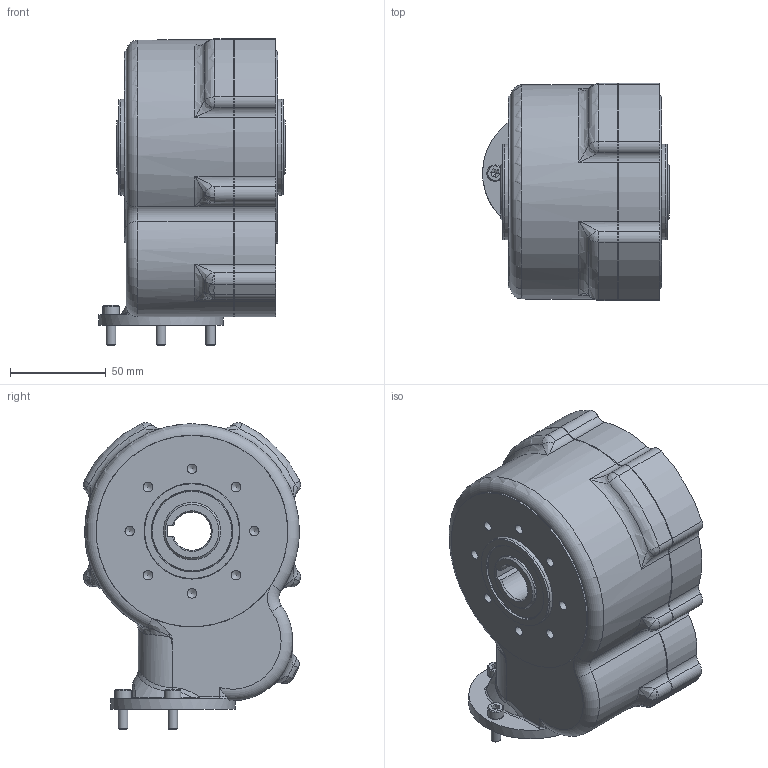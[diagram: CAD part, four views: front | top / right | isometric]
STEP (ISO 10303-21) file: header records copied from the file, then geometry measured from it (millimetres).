
FILE_DESCRIPTION (( 'STEP AP214' ), '1' );
FILE_NAME ('ZKS50 mit Hohlwelle.STEP', '2023-03-16T13:22:51', ( '' ), ( '' ), 'SwSTEP 2.0', 'SolidWorks 2020', '' );
FILE_SCHEMA (( 'AUTOMOTIVE_DESIGN' ));
Length unit declared in the file: millimetre
Products named in the file (1): ZKS50 mit Hohlwelle
Bounding box: 97.5 x 113.32 x 160.16 mm (x, y, z)
Volume: 362232.8 mm3; surface area: 187191.3 mm2
Topology: 22 solids, 22 shells, 1095 faces, 2716 edges, 1683 vertices
Faces by surface type: cylinder 481, plane 268, bspline 127, cone 111, torus 72, sphere 36
Full cylindrical faces by diameter (mm): 3.3 x9, 4 x18, 4.1 x2, 4.5 x9, 5 x19, 5.5 x3, 8 x9, 8.5 x3, 24 x2, 27 x1, 28 x4, 29.7 x2, 30 x4, 31.5 x1, 32 x2, 42 x4, 50 x2, 55 x2, 59 x1, 65 x1, 100 x1
Entity records: 50606 total; most frequent: CARTESIAN_POINT 13529, DIRECTION 5259, ORIENTED_EDGE 4804, EDGE_CURVE 2402, AXIS2_PLACEMENT_3D 2171, VERTEX_POINT 1626, EDGE_LOOP 1500, FACE_OUTER_BOUND 1212
